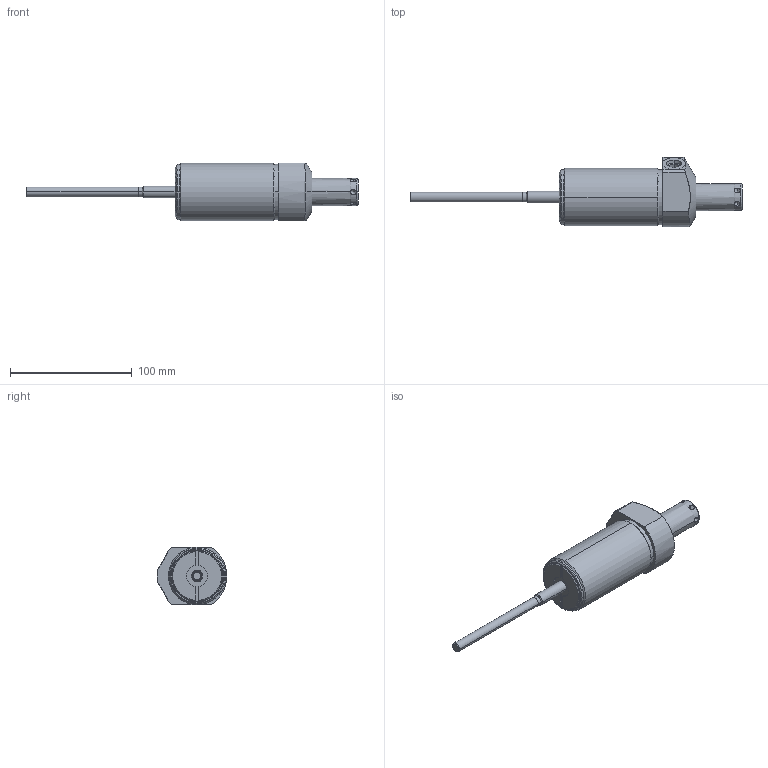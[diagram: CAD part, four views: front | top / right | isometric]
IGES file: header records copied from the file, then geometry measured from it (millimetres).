
Start section:  PTC IGES file: ilc14021301lpr.igs
Global section: file name: ilc14021301lpr.igs; native system: Pro/ENGINEER by Parametric Technology Corporation; preprocessor: 2007460; author: jdw; organization: Unknown; date: 20130404.072325; units: inch
Bounding box: 272.47 x 57.15 x 47.37 mm (x, y, z)
Surface area: 31357.4 mm2 (no closed solid volume)
Topology: 0 solids, 0 shells, 103 faces, 494 edges, 480 vertices
Faces by surface type: revolution 74, bspline 29
